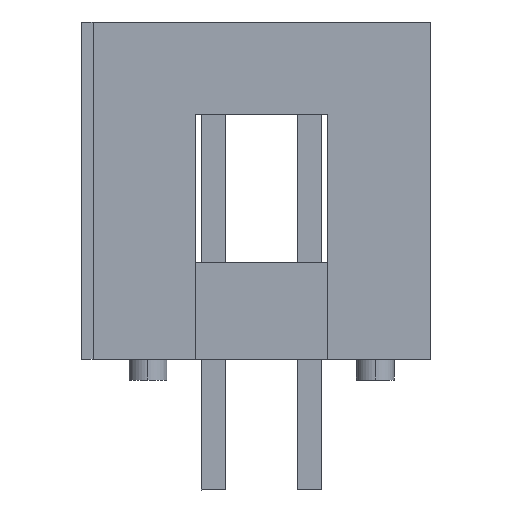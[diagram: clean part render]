
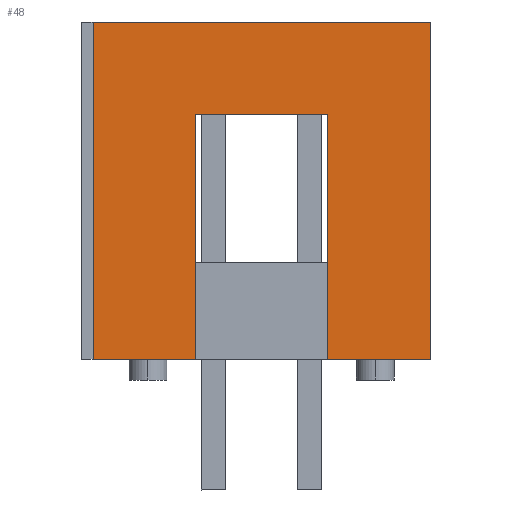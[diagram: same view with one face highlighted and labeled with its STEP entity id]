
A CAD part, left-side view. The second image highlights one B-rep face of the part: STEP entity #48.
In plain terms, the highlighted planar face has unit normal (-1, 0, 0).
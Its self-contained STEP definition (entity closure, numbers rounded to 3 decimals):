
#48 = ADVANCED_FACE ( 'NONE', ( #405 ), #5490, .T. ) ;
#100 = LINE ( 'NONE', #1707, #3589 ) ;
#211 = LINE ( 'NONE', #2852, #4685 ) ;
#261 = VERTEX_POINT ( 'NONE', #6388 ) ;
#263 = EDGE_CURVE ( 'NONE', #5014, #2781, #2838, .T. ) ;
#344 = EDGE_CURVE ( 'NONE', #6635, #4172, #6526, .T. ) ;
#405 = FACE_OUTER_BOUND ( 'NONE', #1114, .T. ) ;
#423 = VERTEX_POINT ( 'NONE', #5175 ) ;
#433 = AXIS2_PLACEMENT_3D ( 'NONE', #801, #4588, #6081 ) ;
#471 = VECTOR ( 'NONE', #3464, 1000. ) ;
#643 = VECTOR ( 'NONE', #6275, 1000. ) ;
#775 = EDGE_CURVE ( 'NONE', #423, #261, #5586, .T. ) ;
#781 = LINE ( 'NONE', #1953, #4097 ) ;
#801 = CARTESIAN_POINT ( 'NONE',  ( -10.15, 4.45, -8.9 ) ) ;
#1114 = EDGE_LOOP ( 'NONE', ( #2905, #5912, #2815, #3278, #2125, #5658, #5954, #3997 ) ) ;
#1549 = DIRECTION ( 'NONE',  ( 0., -1., 0. ) ) ;
#1707 = CARTESIAN_POINT ( 'NONE',  ( -10.15, 4.45, -8.9 ) ) ;
#1953 = CARTESIAN_POINT ( 'NONE',  ( -10.15, 1.75, -2.45 ) ) ;
#1956 = VECTOR ( 'NONE', #6420, 1000. ) ;
#1993 = EDGE_CURVE ( 'NONE', #4172, #2781, #6793, .T. ) ;
#2019 = CARTESIAN_POINT ( 'NONE',  ( -10.15, -4.45, 0. ) ) ;
#2125 = ORIENTED_EDGE ( 'NONE', *, *, #1993, .T. ) ;
#2178 = EDGE_CURVE ( 'NONE', #4218, #5591, #211, .T. ) ;
#2418 = CARTESIAN_POINT ( 'NONE',  ( -10.15, 1.75, -8.9 ) ) ;
#2423 = DIRECTION ( 'NONE',  ( 0., 0., -1. ) ) ;
#2621 = EDGE_CURVE ( 'NONE', #261, #4218, #781, .T. ) ;
#2781 = VERTEX_POINT ( 'NONE', #5123 ) ;
#2815 = ORIENTED_EDGE ( 'NONE', *, *, #4508, .T. ) ;
#2838 = LINE ( 'NONE', #4304, #1956 ) ;
#2852 = CARTESIAN_POINT ( 'NONE',  ( -10.15, -1.75, -2.45 ) ) ;
#2855 = EDGE_CURVE ( 'NONE', #5014, #423, #100, .T. ) ;
#2905 = ORIENTED_EDGE ( 'NONE', *, *, #2621, .T. ) ;
#3278 = ORIENTED_EDGE ( 'NONE', *, *, #344, .T. ) ;
#3396 = CARTESIAN_POINT ( 'NONE',  ( -10.15, -4.45, -8.9 ) ) ;
#3464 = DIRECTION ( 'NONE',  ( 0., 0., 1. ) ) ;
#3589 = VECTOR ( 'NONE', #3765, 1000. ) ;
#3672 = CARTESIAN_POINT ( 'NONE',  ( -10.15, -4.45, -8.9 ) ) ;
#3765 = DIRECTION ( 'NONE',  ( 0., -1., 0. ) ) ;
#3997 = ORIENTED_EDGE ( 'NONE', *, *, #775, .T. ) ;
#4090 = CARTESIAN_POINT ( 'NONE',  ( -10.15, -4.45, 0. ) ) ;
#4097 = VECTOR ( 'NONE', #5058, 1000. ) ;
#4172 = VERTEX_POINT ( 'NONE', #2019 ) ;
#4218 = VERTEX_POINT ( 'NONE', #6373 ) ;
#4304 = CARTESIAN_POINT ( 'NONE',  ( -10.15, 4.45, -8.9 ) ) ;
#4508 = EDGE_CURVE ( 'NONE', #5591, #6635, #6253, .T. ) ;
#4588 = DIRECTION ( 'NONE',  ( -1., 0., 0. ) ) ;
#4685 = VECTOR ( 'NONE', #2423, 1000. ) ;
#5014 = VERTEX_POINT ( 'NONE', #6718 ) ;
#5040 = CARTESIAN_POINT ( 'NONE',  ( -10.15, -1.75, -8.9 ) ) ;
#5058 = DIRECTION ( 'NONE',  ( 0., -1., 0. ) ) ;
#5123 = CARTESIAN_POINT ( 'NONE',  ( -10.15, 4.45, 0. ) ) ;
#5175 = CARTESIAN_POINT ( 'NONE',  ( -10.15, 1.75, -8.9 ) ) ;
#5490 = PLANE ( 'NONE',  #433 ) ;
#5521 = VECTOR ( 'NONE', #1549, 1000. ) ;
#5586 = LINE ( 'NONE', #2418, #471 ) ;
#5591 = VERTEX_POINT ( 'NONE', #5040 ) ;
#5606 = DIRECTION ( 'NONE',  ( 0., 0., 1. ) ) ;
#5658 = ORIENTED_EDGE ( 'NONE', *, *, #263, .F. ) ;
#5912 = ORIENTED_EDGE ( 'NONE', *, *, #2178, .T. ) ;
#5954 = ORIENTED_EDGE ( 'NONE', *, *, #2855, .T. ) ;
#5968 = VECTOR ( 'NONE', #5606, 1000. ) ;
#6081 = DIRECTION ( 'NONE',  ( 0., 0., 1. ) ) ;
#6253 = LINE ( 'NONE', #6734, #5521 ) ;
#6275 = DIRECTION ( 'NONE',  ( 0., 1., 0. ) ) ;
#6373 = CARTESIAN_POINT ( 'NONE',  ( -10.15, -1.75, -2.45 ) ) ;
#6388 = CARTESIAN_POINT ( 'NONE',  ( -10.15, 1.75, -2.45 ) ) ;
#6420 = DIRECTION ( 'NONE',  ( 0., 0., 1. ) ) ;
#6526 = LINE ( 'NONE', #3396, #5968 ) ;
#6635 = VERTEX_POINT ( 'NONE', #3672 ) ;
#6718 = CARTESIAN_POINT ( 'NONE',  ( -10.15, 4.45, -8.9 ) ) ;
#6734 = CARTESIAN_POINT ( 'NONE',  ( -10.15, -1.75, -8.9 ) ) ;
#6793 = LINE ( 'NONE', #4090, #643 ) ;
